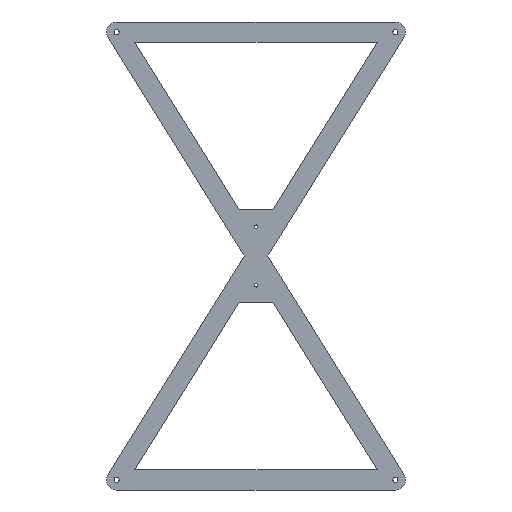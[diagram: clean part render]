
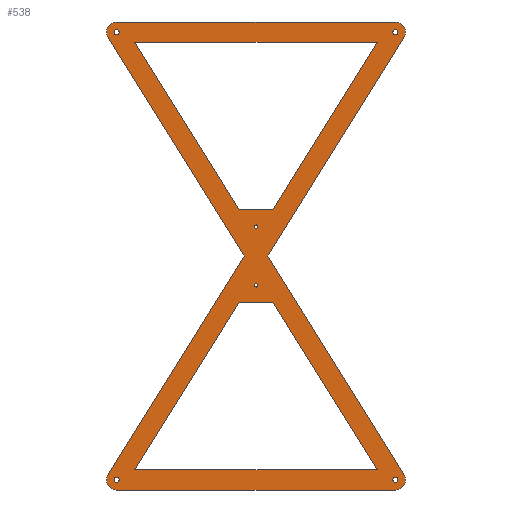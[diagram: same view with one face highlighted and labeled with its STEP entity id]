
A CAD part, front view. The second image highlights one B-rep face of the part: STEP entity #538.
In plain terms, the highlighted planar face has unit normal (0, -1, 0).
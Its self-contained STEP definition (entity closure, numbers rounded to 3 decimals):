
#23=FACE_BOUND('',#107,.T.);
#24=FACE_BOUND('',#108,.T.);
#25=FACE_BOUND('',#109,.T.);
#26=FACE_BOUND('',#110,.T.);
#27=FACE_BOUND('',#111,.T.);
#28=FACE_BOUND('',#112,.T.);
#29=FACE_BOUND('',#113,.T.);
#30=FACE_BOUND('',#114,.T.);
#46=PLANE('',#598);
#72=FACE_OUTER_BOUND('',#106,.T.);
#106=EDGE_LOOP('',(#479,#480,#481,#482,#483,#484,#485,#486,#487,#488));
#107=EDGE_LOOP('',(#489));
#108=EDGE_LOOP('',(#490));
#109=EDGE_LOOP('',(#491,#492,#493,#494));
#110=EDGE_LOOP('',(#495));
#111=EDGE_LOOP('',(#496));
#112=EDGE_LOOP('',(#497,#498,#499,#500));
#113=EDGE_LOOP('',(#501));
#114=EDGE_LOOP('',(#502));
#117=LINE('',#761,#169);
#121=LINE('',#769,#173);
#124=LINE('',#775,#176);
#127=LINE('',#780,#179);
#131=LINE('',#797,#183);
#135=LINE('',#805,#187);
#138=LINE('',#811,#190);
#141=LINE('',#816,#193);
#145=LINE('',#833,#197);
#150=LINE('',#847,#202);
#154=LINE('',#859,#206);
#157=LINE('',#865,#209);
#161=LINE('',#877,#213);
#165=LINE('',#888,#217);
#169=VECTOR('',#617,10.);
#173=VECTOR('',#623,10.);
#176=VECTOR('',#628,10.);
#179=VECTOR('',#633,10.);
#183=VECTOR('',#651,10.);
#187=VECTOR('',#657,10.);
#190=VECTOR('',#662,10.);
#193=VECTOR('',#667,10.);
#197=VECTOR('',#685,10.);
#202=VECTOR('',#698,10.);
#206=VECTOR('',#710,10.);
#209=VECTOR('',#715,10.);
#213=VECTOR('',#727,10.);
#217=VECTOR('',#739,10.);
#220=CIRCLE('',#555,1.5);
#222=CIRCLE('',#558,1.);
#224=CIRCLE('',#565,1.5);
#226=CIRCLE('',#568,1.5);
#228=CIRCLE('',#575,1.);
#230=CIRCLE('',#578,1.5);
#231=CIRCLE('',#581,6.);
#233=CIRCLE('',#585,6.);
#235=CIRCLE('',#590,6.);
#237=CIRCLE('',#594,6.);
#240=VERTEX_POINT('',#749);
#242=VERTEX_POINT('',#755);
#243=VERTEX_POINT('',#759);
#244=VERTEX_POINT('',#760);
#247=VERTEX_POINT('',#768);
#249=VERTEX_POINT('',#774);
#252=VERTEX_POINT('',#785);
#254=VERTEX_POINT('',#791);
#255=VERTEX_POINT('',#795);
#256=VERTEX_POINT('',#796);
#259=VERTEX_POINT('',#804);
#261=VERTEX_POINT('',#810);
#264=VERTEX_POINT('',#821);
#266=VERTEX_POINT('',#827);
#267=VERTEX_POINT('',#831);
#268=VERTEX_POINT('',#832);
#271=VERTEX_POINT('',#840);
#273=VERTEX_POINT('',#846);
#275=VERTEX_POINT('',#852);
#277=VERTEX_POINT('',#858);
#279=VERTEX_POINT('',#864);
#281=VERTEX_POINT('',#870);
#283=VERTEX_POINT('',#876);
#285=VERTEX_POINT('',#882);
#289=EDGE_CURVE('',#240,#240,#220,.T.);
#292=EDGE_CURVE('',#242,#242,#222,.T.);
#293=EDGE_CURVE('',#243,#244,#117,.T.);
#297=EDGE_CURVE('',#247,#243,#121,.T.);
#300=EDGE_CURVE('',#249,#247,#124,.T.);
#303=EDGE_CURVE('',#244,#249,#127,.T.);
#307=EDGE_CURVE('',#252,#252,#224,.T.);
#310=EDGE_CURVE('',#254,#254,#226,.T.);
#311=EDGE_CURVE('',#255,#256,#131,.T.);
#315=EDGE_CURVE('',#259,#255,#135,.T.);
#318=EDGE_CURVE('',#261,#259,#138,.T.);
#321=EDGE_CURVE('',#256,#261,#141,.T.);
#325=EDGE_CURVE('',#264,#264,#228,.T.);
#328=EDGE_CURVE('',#266,#266,#230,.T.);
#329=EDGE_CURVE('',#267,#268,#145,.T.);
#333=EDGE_CURVE('',#271,#268,#231,.T.);
#336=EDGE_CURVE('',#273,#271,#150,.T.);
#339=EDGE_CURVE('',#275,#273,#233,.T.);
#342=EDGE_CURVE('',#277,#275,#154,.T.);
#345=EDGE_CURVE('',#279,#277,#157,.T.);
#348=EDGE_CURVE('',#281,#279,#235,.T.);
#351=EDGE_CURVE('',#283,#281,#161,.T.);
#354=EDGE_CURVE('',#285,#283,#237,.T.);
#357=EDGE_CURVE('',#267,#285,#165,.T.);
#479=ORIENTED_EDGE('',*,*,#357,.F.);
#480=ORIENTED_EDGE('',*,*,#329,.T.);
#481=ORIENTED_EDGE('',*,*,#333,.F.);
#482=ORIENTED_EDGE('',*,*,#336,.F.);
#483=ORIENTED_EDGE('',*,*,#339,.F.);
#484=ORIENTED_EDGE('',*,*,#342,.F.);
#485=ORIENTED_EDGE('',*,*,#345,.F.);
#486=ORIENTED_EDGE('',*,*,#348,.F.);
#487=ORIENTED_EDGE('',*,*,#351,.F.);
#488=ORIENTED_EDGE('',*,*,#354,.F.);
#489=ORIENTED_EDGE('',*,*,#328,.F.);
#490=ORIENTED_EDGE('',*,*,#325,.F.);
#491=ORIENTED_EDGE('',*,*,#321,.F.);
#492=ORIENTED_EDGE('',*,*,#311,.F.);
#493=ORIENTED_EDGE('',*,*,#315,.F.);
#494=ORIENTED_EDGE('',*,*,#318,.F.);
#495=ORIENTED_EDGE('',*,*,#310,.F.);
#496=ORIENTED_EDGE('',*,*,#307,.F.);
#497=ORIENTED_EDGE('',*,*,#303,.F.);
#498=ORIENTED_EDGE('',*,*,#293,.F.);
#499=ORIENTED_EDGE('',*,*,#297,.F.);
#500=ORIENTED_EDGE('',*,*,#300,.F.);
#501=ORIENTED_EDGE('',*,*,#292,.F.);
#502=ORIENTED_EDGE('',*,*,#289,.F.);
#538=ADVANCED_FACE('',(#72,#23,#24,#25,#26,#27,#28,#29,#30),#46,.F.);
#555=AXIS2_PLACEMENT_3D('',#751,#606,#607);
#558=AXIS2_PLACEMENT_3D('',#757,#613,#614);
#565=AXIS2_PLACEMENT_3D('',#787,#640,#641);
#568=AXIS2_PLACEMENT_3D('',#793,#647,#648);
#575=AXIS2_PLACEMENT_3D('',#823,#674,#675);
#578=AXIS2_PLACEMENT_3D('',#829,#681,#682);
#581=AXIS2_PLACEMENT_3D('',#841,#691,#692);
#585=AXIS2_PLACEMENT_3D('',#853,#703,#704);
#590=AXIS2_PLACEMENT_3D('',#871,#720,#721);
#594=AXIS2_PLACEMENT_3D('',#883,#732,#733);
#598=AXIS2_PLACEMENT_3D('',#891,#743,#744);
#606=DIRECTION('center_axis',(0.,-1.,0.));
#607=DIRECTION('ref_axis',(1.,0.,0.));
#613=DIRECTION('center_axis',(0.,-1.,0.));
#614=DIRECTION('ref_axis',(1.,0.,0.));
#617=DIRECTION('',(-1.,0.,0.));
#623=DIRECTION('',(0.529,0.,0.849));
#628=DIRECTION('',(1.,0.,0.));
#633=DIRECTION('',(0.529,0.,-0.849));
#640=DIRECTION('center_axis',(0.,-1.,0.));
#641=DIRECTION('ref_axis',(1.,0.,0.));
#647=DIRECTION('center_axis',(0.,-1.,0.));
#648=DIRECTION('ref_axis',(1.,0.,0.));
#651=DIRECTION('',(-1.,0.,0.));
#657=DIRECTION('',(-0.529,0.,0.849));
#662=DIRECTION('',(1.,0.,0.));
#667=DIRECTION('',(-0.529,0.,-0.849));
#674=DIRECTION('center_axis',(0.,-1.,0.));
#675=DIRECTION('ref_axis',(1.,0.,0.));
#681=DIRECTION('center_axis',(0.,-1.,0.));
#682=DIRECTION('ref_axis',(1.,0.,0.));
#685=DIRECTION('',(0.529,0.,0.849));
#691=DIRECTION('center_axis',(0.,1.,0.));
#692=DIRECTION('ref_axis',(1.,0.,0.));
#698=DIRECTION('',(1.,0.,0.));
#703=DIRECTION('center_axis',(0.,1.,0.));
#704=DIRECTION('ref_axis',(1.,0.,0.));
#710=DIRECTION('',(-0.529,0.,0.849));
#715=DIRECTION('',(0.529,0.,0.849));
#720=DIRECTION('center_axis',(0.,1.,0.));
#721=DIRECTION('ref_axis',(1.,0.,0.));
#727=DIRECTION('',(-1.,0.,0.));
#732=DIRECTION('center_axis',(0.,1.,0.));
#733=DIRECTION('ref_axis',(1.,0.,0.));
#739=DIRECTION('',(0.529,0.,-0.849));
#743=DIRECTION('center_axis',(0.,1.,0.));
#744=DIRECTION('ref_axis',(1.,0.,0.));
#749=CARTESIAN_POINT('',(-1.5,0.,-265.));
#751=CARTESIAN_POINT('Origin',(0.,0.,-265.));
#755=CARTESIAN_POINT('',(81.5,0.,-115.148));
#757=CARTESIAN_POINT('Origin',(82.5,0.,-115.148));
#759=CARTESIAN_POINT('',(154.196,0.,-6.));
#760=CARTESIAN_POINT('',(10.804,0.,-6.));
#761=CARTESIAN_POINT('',(165.,0.,-6.));
#768=CARTESIAN_POINT('',(92.5,0.,-105.088));
#769=CARTESIAN_POINT('',(-5.093,0.,-261.829));
#774=CARTESIAN_POINT('',(72.5,0.,-105.088));
#775=CARTESIAN_POINT('',(72.5,0.,-105.088));
#780=CARTESIAN_POINT('',(5.093,0.,3.171));
#785=CARTESIAN_POINT('',(163.5,0.,0.));
#787=CARTESIAN_POINT('Origin',(165.,0.,0.));
#791=CARTESIAN_POINT('',(163.5,0.,-265.));
#793=CARTESIAN_POINT('Origin',(165.,0.,-265.));
#795=CARTESIAN_POINT('',(92.5,0.,-159.912));
#796=CARTESIAN_POINT('',(72.5,0.,-159.912));
#797=CARTESIAN_POINT('',(72.5,0.,-159.912));
#804=CARTESIAN_POINT('',(154.196,0.,-259.));
#805=CARTESIAN_POINT('',(159.907,0.,-268.171));
#810=CARTESIAN_POINT('',(10.804,0.,-259.));
#811=CARTESIAN_POINT('',(0.,0.,-259.));
#816=CARTESIAN_POINT('',(5.093,0.,-268.171));
#821=CARTESIAN_POINT('',(81.5,0.,-149.852));
#823=CARTESIAN_POINT('Origin',(82.5,0.,-149.852));
#827=CARTESIAN_POINT('',(-1.5,0.,0.));
#829=CARTESIAN_POINT('Origin',(0.,0.,0.));
#831=CARTESIAN_POINT('',(89.568,0.,-132.5));
#832=CARTESIAN_POINT('',(170.093,0.,-3.171));
#833=CARTESIAN_POINT('',(5.093,0.,-268.171));
#840=CARTESIAN_POINT('',(165.,0.,6.));
#841=CARTESIAN_POINT('Origin',(165.,0.,0.));
#846=CARTESIAN_POINT('',(0.,0.,6.));
#847=CARTESIAN_POINT('',(0.,0.,6.));
#852=CARTESIAN_POINT('',(-5.093,0.,-3.171));
#853=CARTESIAN_POINT('Origin',(0.,0.,0.));
#858=CARTESIAN_POINT('',(75.432,0.,-132.5));
#859=CARTESIAN_POINT('',(159.907,0.,-268.171));
#864=CARTESIAN_POINT('',(-5.093,0.,-261.829));
#865=CARTESIAN_POINT('',(-5.093,0.,-261.829));
#870=CARTESIAN_POINT('',(0.,0.,-271.));
#871=CARTESIAN_POINT('Origin',(0.,0.,-265.));
#876=CARTESIAN_POINT('',(165.,0.,-271.));
#877=CARTESIAN_POINT('',(165.,0.,-271.));
#882=CARTESIAN_POINT('',(170.093,0.,-261.829));
#883=CARTESIAN_POINT('Origin',(165.,0.,-265.));
#888=CARTESIAN_POINT('',(5.093,0.,3.171));
#891=CARTESIAN_POINT('Origin',(82.5,0.,-132.5));
